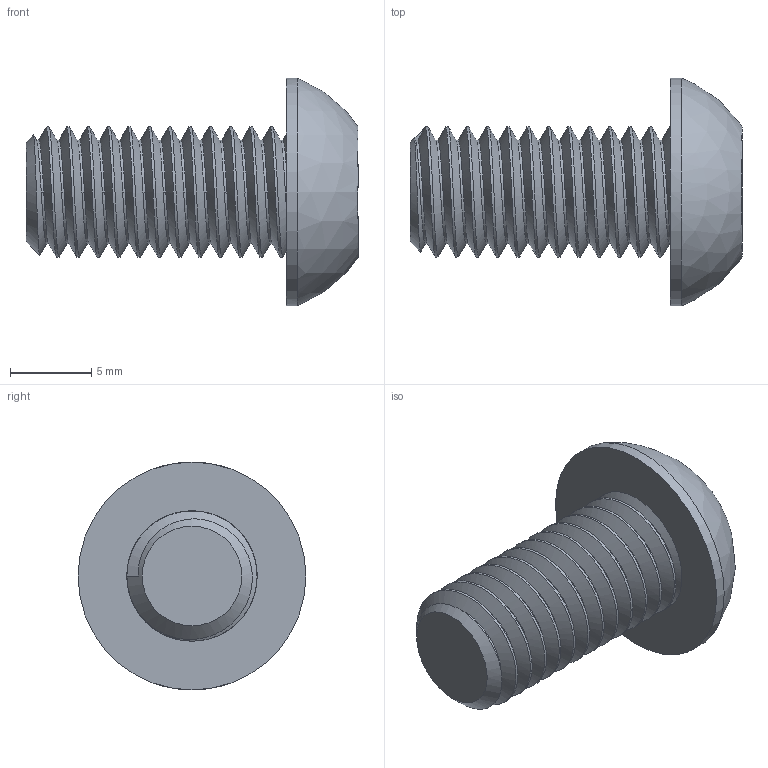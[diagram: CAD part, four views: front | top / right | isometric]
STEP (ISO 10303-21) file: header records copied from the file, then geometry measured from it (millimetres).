
FILE_DESCRIPTION(/* description */ (''),/* implementation_level */ '2;1');
FILE_NAME(/* name */ 'M8x16BHCS-0 v1.step',/* time_stamp */ '2020-09-15T08:56:02-04:00',/* author */ (''),/* organization */ (''),/* preprocessor_version */ 'ST-DEVELOPER v18.1',/* originating_system */ 'Autodesk Translation Framework v9.3.0.1241',/* authorisation */ '');
FILE_SCHEMA (('AUTOMOTIVE_DESIGN { 1 0 10303 214 3 1 1 }'));
Length unit declared in the file: millimetre
Products named in the file (2): M8x16BHCS-0; 92095A260
Assembly tree (1 placements, depth 2):
  M8x16BHCS-0
    92095A260
Bounding box: 20.4 x 14 x 14 mm (x, y, z)
Volume: 1077.4 mm3; surface area: 1161.3 mm2
Topology: 1 solids, 1 shells, 52 faces, 127 edges, 80 vertices
Faces by surface type: cylinder 29, plane 12, cone 7, bspline 3, sphere 1
Full cylindrical faces by diameter (mm): 6.376 x13, 8 x11, 14 x1
Entity records: 4322 total; most frequent: CARTESIAN_POINT 3215, ORIENTED_EDGE 254, DIRECTION 177, EDGE_CURVE 127, VERTEX_POINT 80, AXIS2_PLACEMENT_3D 65, EDGE_LOOP 55, FACE_OUTER_BOUND 52
